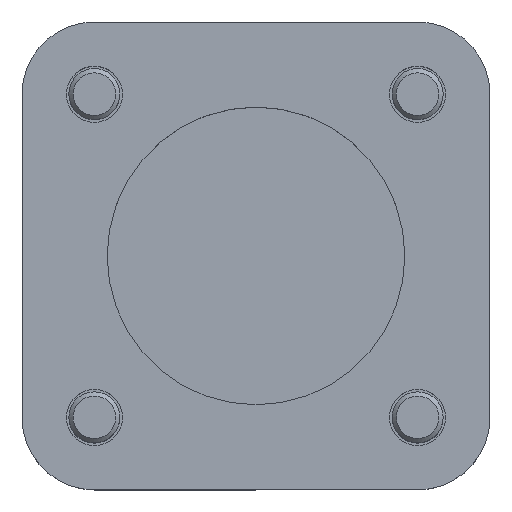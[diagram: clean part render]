
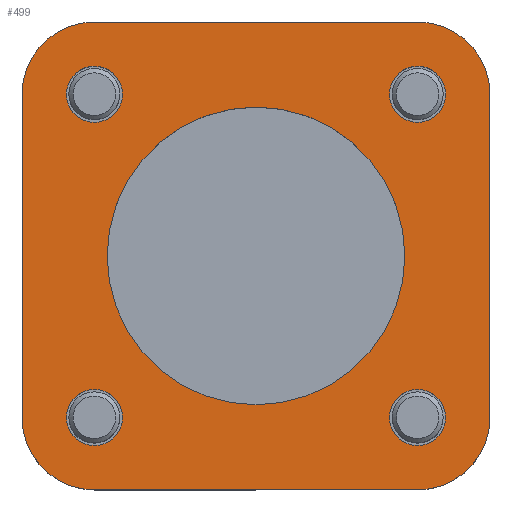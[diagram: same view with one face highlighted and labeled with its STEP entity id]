
A CAD part, top view. The second image highlights one B-rep face of the part: STEP entity #499.
In plain terms, the highlighted face is planar.
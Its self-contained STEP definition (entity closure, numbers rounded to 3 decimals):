
#3 = ORIENTED_EDGE ( 'NONE', *, *, #706, .T. ) ;
#26 = FACE_BOUND ( 'NONE', #2729, .T. ) ;
#148 = AXIS2_PLACEMENT_3D ( 'NONE', #2062, #1745, #603 ) ;
#180 = DIRECTION ( 'NONE',  ( 0., 0., 1. ) ) ;
#230 = ORIENTED_EDGE ( 'NONE', *, *, #993, .T. ) ;
#244 = DIRECTION ( 'NONE',  ( 0., 1., 0. ) ) ;
#249 = EDGE_CURVE ( 'NONE', #3508, #430, #3269, .T. ) ;
#285 = CIRCLE ( 'NONE', #1730, 3.3 ) ;
#287 = VECTOR ( 'NONE', #1706, 1000. ) ;
#295 = DIRECTION ( 'NONE',  ( 0.707, 0.707, 0. ) ) ;
#344 = EDGE_CURVE ( 'NONE', #1493, #1493, #2921, .T. ) ;
#418 = ORIENTED_EDGE ( 'NONE', *, *, #1689, .T. ) ;
#430 = VERTEX_POINT ( 'NONE', #1983 ) ;
#461 = AXIS2_PLACEMENT_3D ( 'NONE', #2126, #2701, #2998 ) ;
#499 = ADVANCED_FACE ( 'NONE', ( #1977, #2891, #3694, #26, #3105, #2007 ), #527, .F. ) ;
#526 = LINE ( 'NONE', #3390, #1423 ) ;
#527 = PLANE ( 'NONE',  #750 ) ;
#542 = CARTESIAN_POINT ( 'NONE',  ( 27.5, 19., 0. ) ) ;
#603 = DIRECTION ( 'NONE',  ( 0.707, -0.707, 0. ) ) ;
#706 = EDGE_CURVE ( 'NONE', #3508, #2828, #3648, .T. ) ;
#750 = AXIS2_PLACEMENT_3D ( 'NONE', #1533, #2925, #2382 ) ;
#763 = ORIENTED_EDGE ( 'NONE', *, *, #1996, .T. ) ;
#774 = EDGE_LOOP ( 'NONE', ( #230 ) ) ;
#782 = DIRECTION ( 'NONE',  ( 0., 0., 1. ) ) ;
#821 = EDGE_CURVE ( 'NONE', #1230, #3320, #2390, .T. ) ;
#836 = LINE ( 'NONE', #3475, #1969 ) ;
#899 = CARTESIAN_POINT ( 'NONE',  ( -19., -27.5, 0. ) ) ;
#929 = AXIS2_PLACEMENT_3D ( 'NONE', #1014, #3675, #2266 ) ;
#949 = ORIENTED_EDGE ( 'NONE', *, *, #821, .F. ) ;
#956 = CARTESIAN_POINT ( 'NONE',  ( 22.3, 19., 0. ) ) ;
#993 = EDGE_CURVE ( 'NONE', #2404, #2404, #3440, .T. ) ;
#1014 = CARTESIAN_POINT ( 'NONE',  ( 0., 0., 0. ) ) ;
#1045 = EDGE_LOOP ( 'NONE', ( #2245, #3, #2073, #418, #2114, #2654, #949, #2663 ) ) ;
#1115 = CIRCLE ( 'NONE', #3638, 8.5 ) ;
#1230 = VERTEX_POINT ( 'NONE', #2970 ) ;
#1233 = CARTESIAN_POINT ( 'NONE',  ( 19., 19., 0. ) ) ;
#1291 = ORIENTED_EDGE ( 'NONE', *, *, #2452, .T. ) ;
#1329 = DIRECTION ( 'NONE',  ( 0., 0., 1. ) ) ;
#1404 = LINE ( 'NONE', #542, #287 ) ;
#1405 = CARTESIAN_POINT ( 'NONE',  ( -19., 27.5, 0. ) ) ;
#1423 = VECTOR ( 'NONE', #244, 1000. ) ;
#1443 = DIRECTION ( 'NONE',  ( 1., 0., 0. ) ) ;
#1493 = VERTEX_POINT ( 'NONE', #956 ) ;
#1501 = DIRECTION ( 'NONE',  ( 0., 0., 1. ) ) ;
#1533 = CARTESIAN_POINT ( 'NONE',  ( 0., 0., 0. ) ) ;
#1586 = CARTESIAN_POINT ( 'NONE',  ( 22.3, -19., 0. ) ) ;
#1591 = DIRECTION ( 'NONE',  ( -1., 0., 0. ) ) ;
#1595 = EDGE_LOOP ( 'NONE', ( #2760 ) ) ;
#1642 = VERTEX_POINT ( 'NONE', #3655 ) ;
#1689 = EDGE_CURVE ( 'NONE', #2472, #3001, #526, .T. ) ;
#1706 = DIRECTION ( 'NONE',  ( 0., -1., 0. ) ) ;
#1730 = AXIS2_PLACEMENT_3D ( 'NONE', #3458, #1501, #3194 ) ;
#1745 = DIRECTION ( 'NONE',  ( 0., 0., 1. ) ) ;
#1775 = EDGE_CURVE ( 'NONE', #2472, #2828, #3688, .T. ) ;
#1793 = ORIENTED_EDGE ( 'NONE', *, *, #3099, .T. ) ;
#1850 = CIRCLE ( 'NONE', #2519, 3.3 ) ;
#1886 = VERTEX_POINT ( 'NONE', #1586 ) ;
#1922 = EDGE_CURVE ( 'NONE', #2010, #3320, #836, .T. ) ;
#1940 = CARTESIAN_POINT ( 'NONE',  ( -27.5, -19., 0. ) ) ;
#1969 = VECTOR ( 'NONE', #1443, 1000. ) ;
#1977 = FACE_BOUND ( 'NONE', #774, .T. ) ;
#1979 = AXIS2_PLACEMENT_3D ( 'NONE', #3093, #782, #3379 ) ;
#1983 = CARTESIAN_POINT ( 'NONE',  ( 27.5, -19., 0. ) ) ;
#1996 = EDGE_CURVE ( 'NONE', #1886, #1886, #3156, .T. ) ;
#2007 = FACE_OUTER_BOUND ( 'NONE', #1045, .T. ) ;
#2010 = VERTEX_POINT ( 'NONE', #1405 ) ;
#2062 = CARTESIAN_POINT ( 'NONE',  ( 19., -19., 0. ) ) ;
#2066 = DIRECTION ( 'NONE',  ( 0., 0., 1. ) ) ;
#2073 = ORIENTED_EDGE ( 'NONE', *, *, #1775, .F. ) ;
#2114 = ORIENTED_EDGE ( 'NONE', *, *, #2374, .F. ) ;
#2126 = CARTESIAN_POINT ( 'NONE',  ( -19., -19., 0. ) ) ;
#2147 = AXIS2_PLACEMENT_3D ( 'NONE', #3530, #180, #3061 ) ;
#2237 = DIRECTION ( 'NONE',  ( 1., 0., 0. ) ) ;
#2245 = ORIENTED_EDGE ( 'NONE', *, *, #249, .F. ) ;
#2266 = DIRECTION ( 'NONE',  ( -1., 0., 0. ) ) ;
#2374 = EDGE_CURVE ( 'NONE', #2010, #3001, #1115, .T. ) ;
#2382 = DIRECTION ( 'NONE',  ( 1., 0., 0. ) ) ;
#2390 = CIRCLE ( 'NONE', #3273, 8.5 ) ;
#2404 = VERTEX_POINT ( 'NONE', #2422 ) ;
#2422 = CARTESIAN_POINT ( 'NONE',  ( -17.5, 0., 0. ) ) ;
#2452 = EDGE_CURVE ( 'NONE', #3353, #3353, #1850, .T. ) ;
#2472 = VERTEX_POINT ( 'NONE', #1940 ) ;
#2519 = AXIS2_PLACEMENT_3D ( 'NONE', #3603, #1329, #2237 ) ;
#2535 = CARTESIAN_POINT ( 'NONE',  ( -19., 19., 0. ) ) ;
#2548 = CARTESIAN_POINT ( 'NONE',  ( 19., -27.5, 0. ) ) ;
#2654 = ORIENTED_EDGE ( 'NONE', *, *, #1922, .T. ) ;
#2663 = ORIENTED_EDGE ( 'NONE', *, *, #3325, .T. ) ;
#2701 = DIRECTION ( 'NONE',  ( 0., 0., 1. ) ) ;
#2729 = EDGE_LOOP ( 'NONE', ( #1291 ) ) ;
#2760 = ORIENTED_EDGE ( 'NONE', *, *, #344, .T. ) ;
#2783 = EDGE_LOOP ( 'NONE', ( #1793 ) ) ;
#2823 = CARTESIAN_POINT ( 'NONE',  ( -15.7, -19., 0. ) ) ;
#2828 = VERTEX_POINT ( 'NONE', #899 ) ;
#2891 = FACE_BOUND ( 'NONE', #2957, .T. ) ;
#2921 = CIRCLE ( 'NONE', #2147, 3.3 ) ;
#2925 = DIRECTION ( 'NONE',  ( 0., 0., 1. ) ) ;
#2957 = EDGE_LOOP ( 'NONE', ( #763 ) ) ;
#2970 = CARTESIAN_POINT ( 'NONE',  ( 27.5, 19., 0. ) ) ;
#2998 = DIRECTION ( 'NONE',  ( -0.707, -0.707, 0. ) ) ;
#3001 = VERTEX_POINT ( 'NONE', #3436 ) ;
#3061 = DIRECTION ( 'NONE',  ( 1., 0., 0. ) ) ;
#3090 = CARTESIAN_POINT ( 'NONE',  ( 19., 27.5, 0. ) ) ;
#3093 = CARTESIAN_POINT ( 'NONE',  ( 19., -19., 0. ) ) ;
#3099 = EDGE_CURVE ( 'NONE', #1642, #1642, #285, .T. ) ;
#3105 = FACE_BOUND ( 'NONE', #1595, .T. ) ;
#3112 = DIRECTION ( 'NONE',  ( 0., 0., 1. ) ) ;
#3156 = CIRCLE ( 'NONE', #1979, 3.3 ) ;
#3194 = DIRECTION ( 'NONE',  ( 1., 0., 0. ) ) ;
#3269 = CIRCLE ( 'NONE', #148, 8.5 ) ;
#3273 = AXIS2_PLACEMENT_3D ( 'NONE', #1233, #2066, #295 ) ;
#3320 = VERTEX_POINT ( 'NONE', #3090 ) ;
#3325 = EDGE_CURVE ( 'NONE', #1230, #430, #1404, .T. ) ;
#3353 = VERTEX_POINT ( 'NONE', #2823 ) ;
#3379 = DIRECTION ( 'NONE',  ( 1., 0., 0. ) ) ;
#3390 = CARTESIAN_POINT ( 'NONE',  ( -27.5, -19., 0. ) ) ;
#3435 = VECTOR ( 'NONE', #1591, 1000. ) ;
#3436 = CARTESIAN_POINT ( 'NONE',  ( -27.5, 19., 0. ) ) ;
#3440 = CIRCLE ( 'NONE', #929, 17.5 ) ;
#3458 = CARTESIAN_POINT ( 'NONE',  ( -19., 19., 0. ) ) ;
#3475 = CARTESIAN_POINT ( 'NONE',  ( -19., 27.5, 0. ) ) ;
#3508 = VERTEX_POINT ( 'NONE', #3660 ) ;
#3530 = CARTESIAN_POINT ( 'NONE',  ( 19., 19., 0. ) ) ;
#3576 = DIRECTION ( 'NONE',  ( -0.707, 0.707, 0. ) ) ;
#3603 = CARTESIAN_POINT ( 'NONE',  ( -19., -19., 0. ) ) ;
#3638 = AXIS2_PLACEMENT_3D ( 'NONE', #2535, #3112, #3576 ) ;
#3648 = LINE ( 'NONE', #2548, #3435 ) ;
#3655 = CARTESIAN_POINT ( 'NONE',  ( -15.7, 19., 0. ) ) ;
#3660 = CARTESIAN_POINT ( 'NONE',  ( 19., -27.5, 0. ) ) ;
#3675 = DIRECTION ( 'NONE',  ( 0., 0., 1. ) ) ;
#3688 = CIRCLE ( 'NONE', #461, 8.5 ) ;
#3694 = FACE_BOUND ( 'NONE', #2783, .T. ) ;
